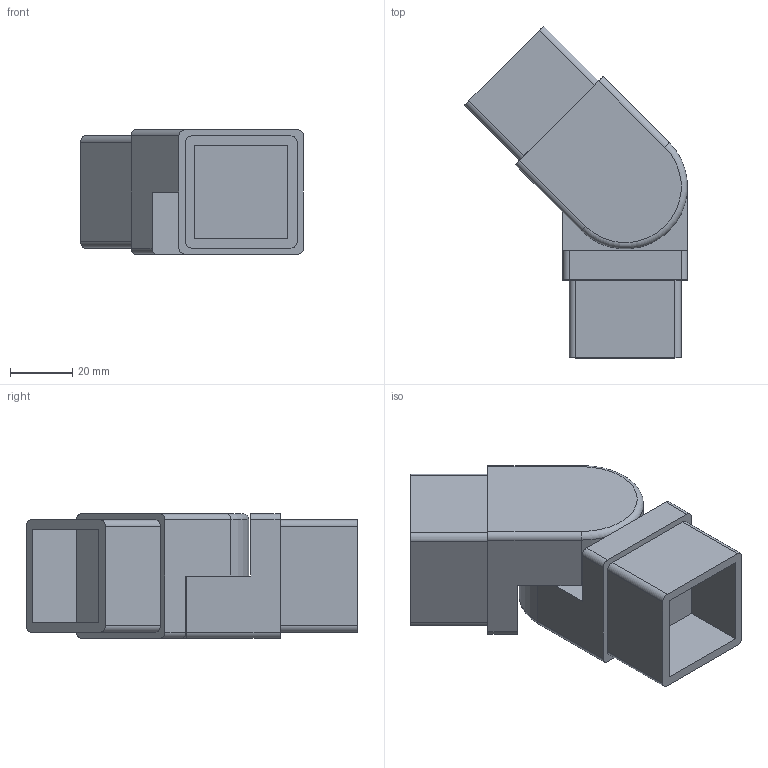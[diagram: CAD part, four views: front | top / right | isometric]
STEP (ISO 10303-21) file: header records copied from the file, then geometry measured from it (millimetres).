
FILE_DESCRIPTION(/* description */ (''),/* implementation_level */ '2;1');
FILE_NAME(/* name */ '43062.iam.step',/* time_stamp */ '2022-07-18T12:59:34+02:00',/* author */ ('Abt. Technik'),/* organization */ (''),/* preprocessor_version */ 'ST-DEVELOPER v18.1',/* originating_system */ 'Autodesk Inventor 2022',/* authorisation */ '');
FILE_SCHEMA (('AUTOMOTIVE_DESIGN { 1 0 10303 214 3 1 1 }'));
Length unit declared in the file: millimetre
Products named in the file (4): 43062; 43062-1; 43062-2; DIN 912 - M8 x 20
Assembly tree (3 placements, depth 2):
  43062
    43062-1
    43062-2
    DIN 912 - M8 x 20
Bounding box: 71.62 x 106.62 x 40 mm (x, y, z)
Volume: 112566 mm3; surface area: 31818.9 mm2
Topology: 3 solids, 3 shells, 76 faces, 182 edges, 120 vertices
Faces by surface type: plane 46, cylinder 24, torus 4, cone 2
Full cylindrical faces by diameter (mm): 8 x2, 9 x1, 13 x1, 14 x1, 30 x1
Entity records: 2358 total; most frequent: DIRECTION 398, CARTESIAN_POINT 398, ORIENTED_EDGE 362, EDGE_CURVE 181, AXIS2_PLACEMENT_3D 141, VERTEX_POINT 120, LINE 116, VECTOR 116
